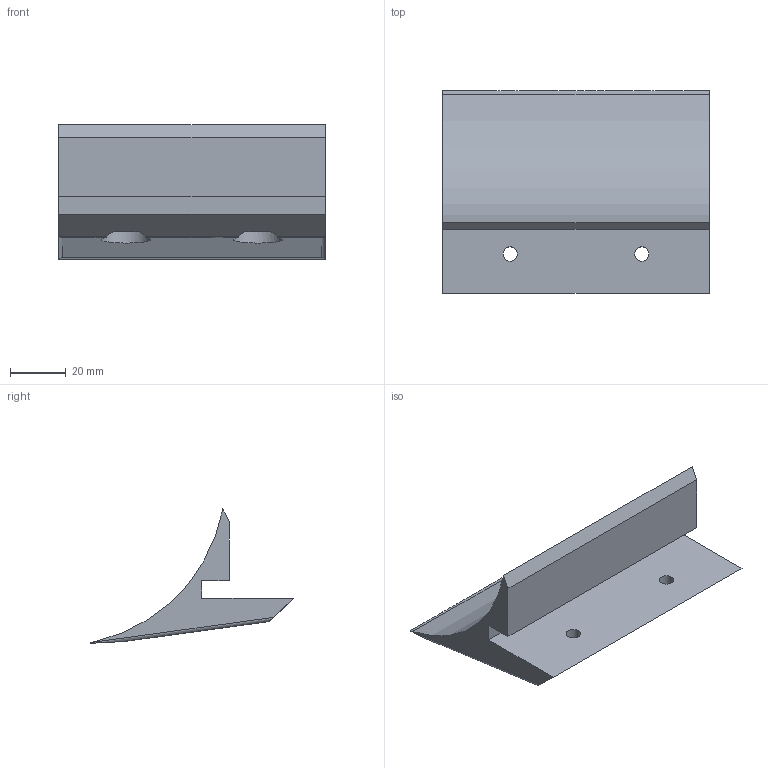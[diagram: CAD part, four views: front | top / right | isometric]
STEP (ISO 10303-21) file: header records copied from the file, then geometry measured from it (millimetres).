
FILE_DESCRIPTION(/* description */ ('STEP AP242','CAx-IF Rec.Pracs.---Representation and Presentation of Product Manufacturing Information (PMI)---4.0---2014-10-13','CAx-IF Rec.Pracs.---3D Tessellated Geometry---0.4---2014-09-14','2;1'),/* implementation_level */ '2;1');
FILE_NAME(/* name */ '66956ea6d3e73f42a16afa54',/* time_stamp */ '2024-07-15T18:47:02Z',/* author */ (''),/* organization */ (''),/* preprocessor_version */ 'ST-DEVELOPER v20',/* originating_system */ ' ',/* authorisation */ ' ');
FILE_SCHEMA (('AP242_MANAGED_MODEL_BASED_3D_ENGINEERING_MIM_LF { 1 0 10303 442 1 1 4 }'));
Length unit declared in the file: metre
Products named in the file (1): Scoop
Bounding box: 95.25 x 72.52 x 48 mm (x, y, z)
Volume: 70387.1 mm3; surface area: 23036.6 mm2
Topology: 1 solids, 1 shells, 23 faces, 65 edges, 44 vertices
Faces by surface type: plane 12, cylinder 10, bspline 1
Full cylindrical faces by diameter (mm): 5.08 x2
Entity records: 792 total; most frequent: CARTESIAN_POINT 186, ORIENTED_EDGE 122, DIRECTION 117, EDGE_CURVE 61, AXIS2_PLACEMENT_3D 43, VERTEX_POINT 42, LINE 31, VECTOR 31
